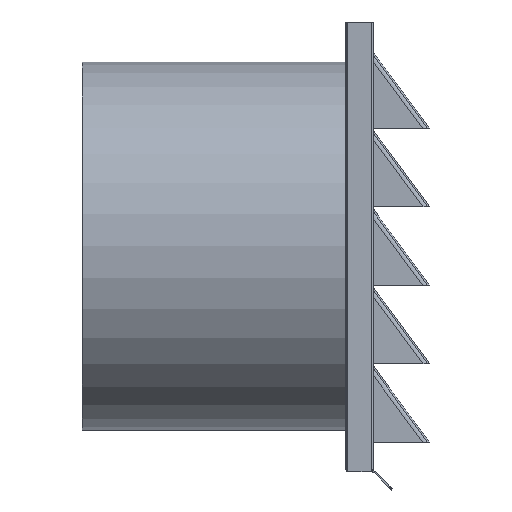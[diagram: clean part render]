
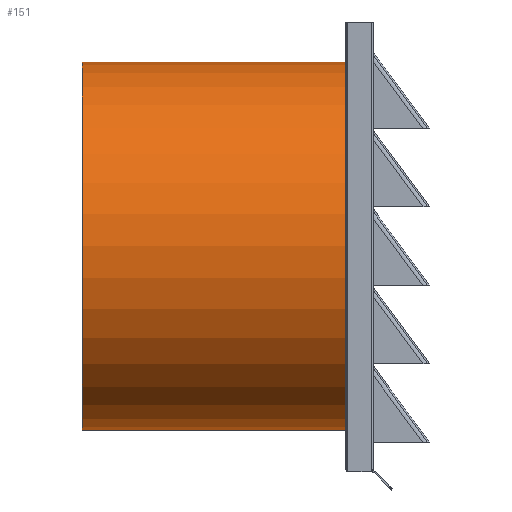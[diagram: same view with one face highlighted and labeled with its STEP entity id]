
A CAD part, front view. The second image highlights one B-rep face of the part: STEP entity #151.
In plain terms, the highlighted cylindrical face has radius 98.5 mm (diameter 197 mm), a partial arc.
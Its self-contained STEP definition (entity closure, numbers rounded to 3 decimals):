
#151=ADVANCED_FACE('',(#423),#424,.T.);
#423=FACE_OUTER_BOUND('',#841,.T.);
#424=CYLINDRICAL_SURFACE('',#842,98.5);
#841=EDGE_LOOP('',(#1673,#1674,#1675,#1676,#1677));
#842=AXIS2_PLACEMENT_3D('',#1678,#1679,#1680);
#1673=ORIENTED_EDGE('',*,*,#2987,.F.);
#1674=ORIENTED_EDGE('',*,*,#2988,.T.);
#1675=ORIENTED_EDGE('',*,*,#2989,.T.);
#1676=ORIENTED_EDGE('',*,*,#2990,.F.);
#1677=ORIENTED_EDGE('',*,*,#2991,.T.);
#1678=CARTESIAN_POINT('',(130.0,0.,0.));
#1679=DIRECTION('',(-1.0,0.0,0.0));
#1680=DIRECTION('',(0.0,0.0,-1.0));
#2987=EDGE_CURVE('',#3773,#3774,#3775,.T.);
#2988=EDGE_CURVE('',#3773,#3776,#3777,.T.);
#2989=EDGE_CURVE('',#3776,#3778,#3779,.T.);
#2990=EDGE_CURVE('',#3780,#3778,#3781,.T.);
#2991=EDGE_CURVE('',#3780,#3774,#3782,.T.);
#3773=VERTEX_POINT('',#4821);
#3774=VERTEX_POINT('',#4822);
#3775=LINE('',#4823,#4824);
#3776=VERTEX_POINT('',#4825);
#3777=CIRCLE('',#4826,98.5);
#3778=VERTEX_POINT('',#4827);
#3779=CIRCLE('',#4828,98.5);
#3780=VERTEX_POINT('',#4829);
#3781=LINE('',#4830,#4831);
#3782=CIRCLE('',#4832,98.5);
#4821=CARTESIAN_POINT('',(141.0,0.,-98.5));
#4822=CARTESIAN_POINT('',(0.0,0.,-98.5));
#4823=CARTESIAN_POINT('',(130.0,0.,-98.5));
#4824=VECTOR('',#6027,1.0);
#4825=CARTESIAN_POINT('',(141.0,-98.5,0.));
#4826=AXIS2_PLACEMENT_3D('',#6028,#6029,#6030);
#4827=CARTESIAN_POINT('',(141.0,0.,98.5));
#4828=AXIS2_PLACEMENT_3D('',#6031,#6032,#6033);
#4829=CARTESIAN_POINT('',(0.0,0.,98.5));
#4830=CARTESIAN_POINT('',(130.0,0.,98.5));
#4831=VECTOR('',#6034,1.0);
#4832=AXIS2_PLACEMENT_3D('',#6035,#6036,#6037);
#6027=DIRECTION('',(-1.0,0.0,0.0));
#6028=CARTESIAN_POINT('',(141.0,0.,0.));
#6029=DIRECTION('',(-1.0,0.,0.));
#6030=DIRECTION('',(0.,0.,-1.0));
#6031=CARTESIAN_POINT('',(141.0,0.,0.));
#6032=DIRECTION('',(-1.0,0.,0.));
#6033=DIRECTION('',(0.,0.,-1.0));
#6034=DIRECTION('',(1.0,-0.0,-0.0));
#6035=CARTESIAN_POINT('',(0.0,0.,0.));
#6036=DIRECTION('',(1.0,0.0,0.0));
#6037=DIRECTION('',(0.0,0.0,-1.0));
